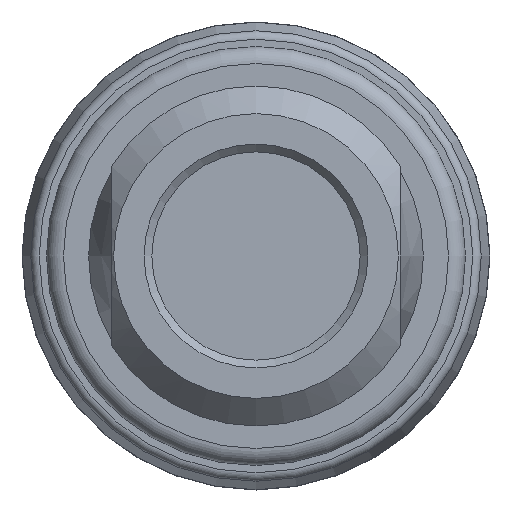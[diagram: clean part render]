
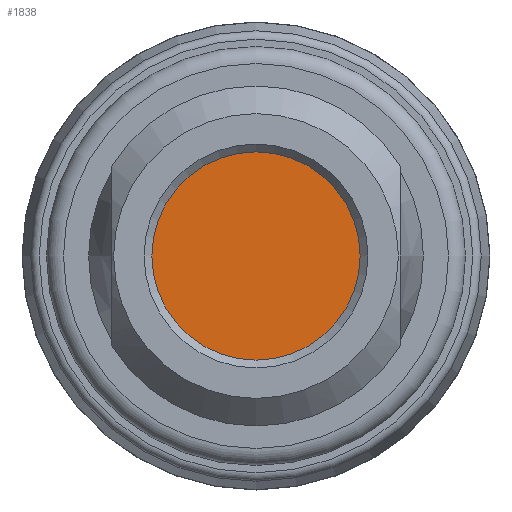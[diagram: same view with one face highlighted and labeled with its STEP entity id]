
A CAD part, left-side view. The second image highlights one B-rep face of the part: STEP entity #1838.
In plain terms, the highlighted planar face has unit normal (-1, 0, 0).
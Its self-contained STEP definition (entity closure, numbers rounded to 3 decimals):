
#1438=CARTESIAN_POINT('',(25.,-12.25,0.0));
#1439=VERTEX_POINT('',#1438);
#1440=CARTESIAN_POINT('',(25.0,0.0,0.0));
#1441=DIRECTION('',(-1.0,0.0,0.0));
#1442=DIRECTION('',(0.0,-1.0,0.0));
#1443=AXIS2_PLACEMENT_3D('',#1440,#1441,#1442);
#1444=CIRCLE('',#1443,12.25);
#1445=EDGE_CURVE('',#1439,#1439,#1444,.T.);
#1830=CARTESIAN_POINT('',(25.,-12.125,0.0));
#1831=DIRECTION('',(-1.0,0.0,0.0));
#1832=DIRECTION('',(0.0,0.0,1.0));
#1833=AXIS2_PLACEMENT_3D('',#1830,#1831,#1832);
#1834=PLANE('',#1833);
#1835=ORIENTED_EDGE('',*,*,#1445,.T.);
#1836=EDGE_LOOP('',(#1835));
#1837=FACE_OUTER_BOUND('',#1836,.T.);
#1838=ADVANCED_FACE('',(#1837),#1834,.T.);
